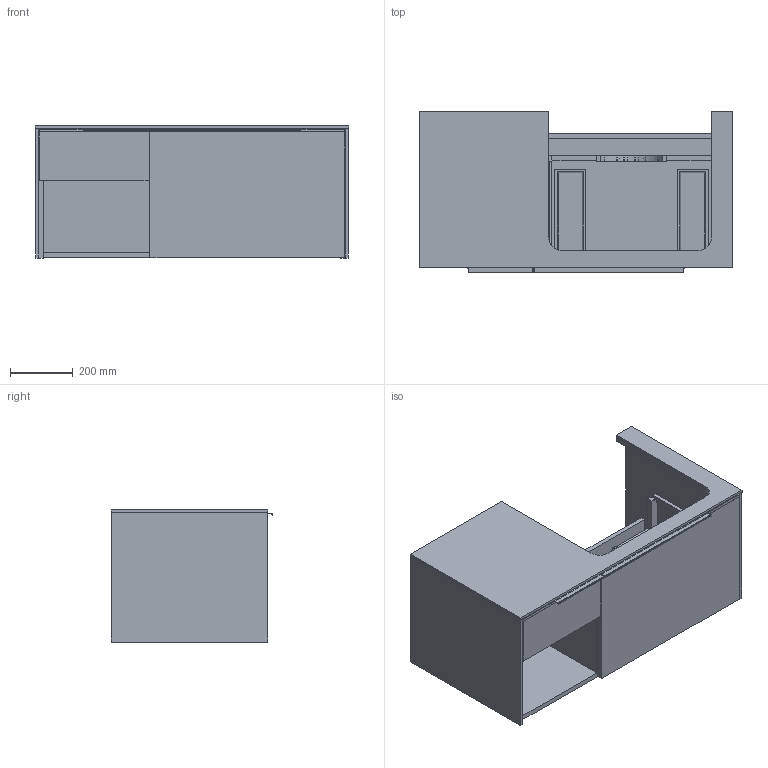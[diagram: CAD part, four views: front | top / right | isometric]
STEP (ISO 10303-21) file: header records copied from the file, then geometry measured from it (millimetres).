
FILE_DESCRIPTION(/* description */ (''),/* implementation_level */ '2;1');
FILE_NAME(/* name */ 'TK032_C5710Z_RFS.stp',/* time_stamp */ '2020-09-30T08:31:23+02:00',/* author */ ('LyrhammerM'),/* organization */ (''),/* preprocessor_version */ 'ST-DEVELOPER v16.1',/* originating_system */ 'Autodesk Inventor 2016',/* authorisation */ '');
FILE_SCHEMA (('AUTOMOTIVE_DESIGN { 1 0 10303 214 3 1 1 }'));
Products named in the file (1): TK032_C5710Z_RFS
Bounding box: 1002 x 516 x 422.5 mm (x, y, z)
Volume: 40153477.8 mm3; surface area: 6661133 mm2
Topology: 37 solids, 37 shells, 2044 faces, 5460 edges, 3592 vertices
Faces by surface type: plane 1346, cylinder 592, bspline 60, cone 20, sphere 14, torus 12
Full cylindrical faces by diameter (mm): 2.5 x2, 4 x4, 5 x4, 5.1 x4, 6 x12, 7.2 x2, 10 x2, 12 x2, 12.2 x2
Entity records: 67674 total; most frequent: CARTESIAN_POINT 15559, ORIENTED_EDGE 10786, DIRECTION 10548, EDGE_CURVE 5393, LINE 4010, VECTOR 4010, VERTEX_POINT 3581, AXIS2_PLACEMENT_3D 3269
